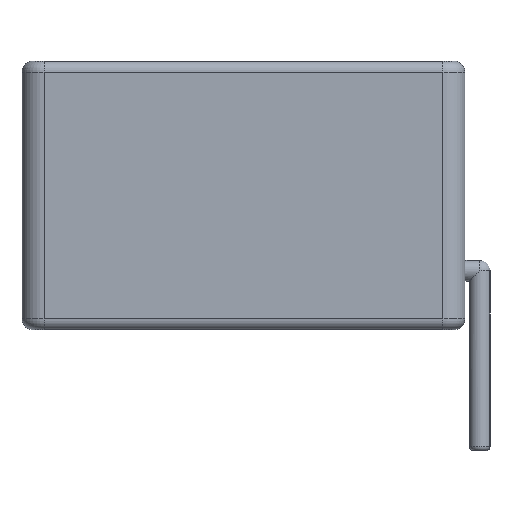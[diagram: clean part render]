
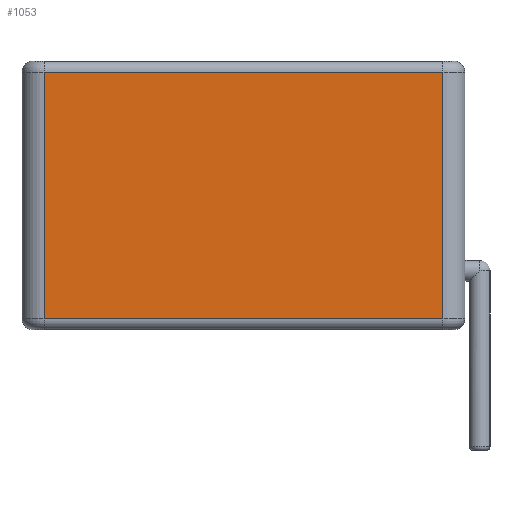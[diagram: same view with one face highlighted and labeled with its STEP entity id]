
A CAD part, left-side view. The second image highlights one B-rep face of the part: STEP entity #1053.
In plain terms, the highlighted planar face has unit normal (-1, 0, 0).
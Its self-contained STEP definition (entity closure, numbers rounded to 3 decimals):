
#415 = VERTEX_POINT('',#416);
#416 = CARTESIAN_POINT('',(-2.13,1.25,0.475));
#423 = EDGE_CURVE('',#415,#424,#426,.T.);
#424 = VERTEX_POINT('',#425);
#425 = CARTESIAN_POINT('',(-2.13,1.25,8.825));
#426 = LINE('',#427,#428);
#427 = CARTESIAN_POINT('',(-2.13,1.25,0.1));
#428 = VECTOR('',#429,1.);
#429 = DIRECTION('',(0.,0.,1.));
#1053 = ADVANCED_FACE('',(#1054),#1079,.T.);
#1054 = FACE_BOUND('',#1055,.T.);
#1055 = EDGE_LOOP('',(#1056,#1066,#1072,#1073));
#1056 = ORIENTED_EDGE('',*,*,#1057,.F.);
#1057 = EDGE_CURVE('',#1058,#1060,#1062,.T.);
#1058 = VERTEX_POINT('',#1059);
#1059 = CARTESIAN_POINT('',(-2.13,14.75,0.475));
#1060 = VERTEX_POINT('',#1061);
#1061 = CARTESIAN_POINT('',(-2.13,14.75,8.825));
#1062 = LINE('',#1063,#1064);
#1063 = CARTESIAN_POINT('',(-2.13,14.75,0.1));
#1064 = VECTOR('',#1065,1.);
#1065 = DIRECTION('',(0.,0.,1.));
#1066 = ORIENTED_EDGE('',*,*,#1067,.F.);
#1067 = EDGE_CURVE('',#415,#1058,#1068,.T.);
#1068 = LINE('',#1069,#1070);
#1069 = CARTESIAN_POINT('',(-2.13,1.25,0.475));
#1070 = VECTOR('',#1071,1.);
#1071 = DIRECTION('',(0.,1.,0.));
#1072 = ORIENTED_EDGE('',*,*,#423,.T.);
#1073 = ORIENTED_EDGE('',*,*,#1074,.T.);
#1074 = EDGE_CURVE('',#424,#1060,#1075,.T.);
#1075 = LINE('',#1076,#1077);
#1076 = CARTESIAN_POINT('',(-2.13,1.25,8.825));
#1077 = VECTOR('',#1078,1.);
#1078 = DIRECTION('',(0.,1.,0.));
#1079 = PLANE('',#1080);
#1080 = AXIS2_PLACEMENT_3D('',#1081,#1082,#1083);
#1081 = CARTESIAN_POINT('',(-2.13,0.5,0.1));
#1082 = DIRECTION('',(-1.,0.,0.));
#1083 = DIRECTION('',(0.,1.,0.));
